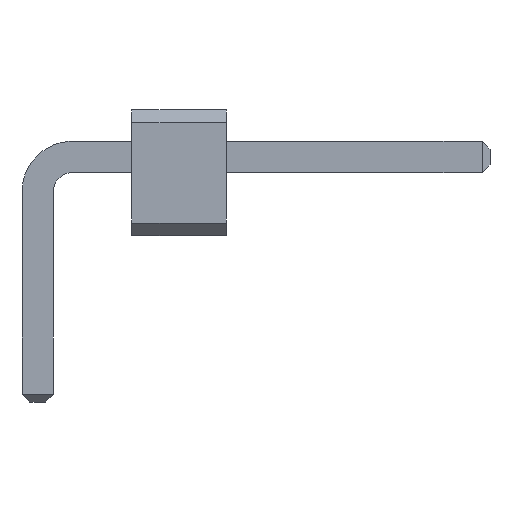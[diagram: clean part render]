
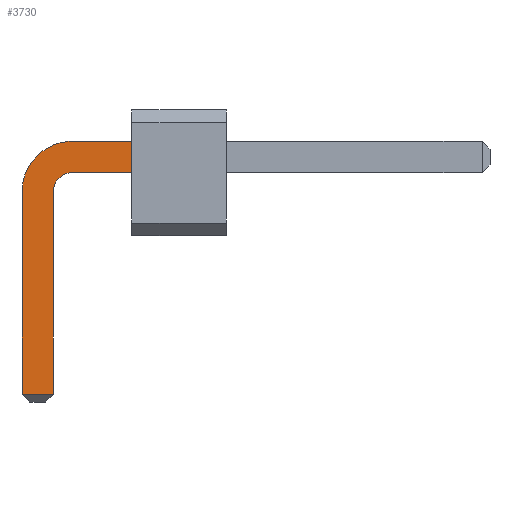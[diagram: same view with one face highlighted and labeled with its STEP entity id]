
A CAD part, front view. The second image highlights one B-rep face of the part: STEP entity #3730.
In plain terms, the highlighted planar face has unit normal (0, -1, 0).
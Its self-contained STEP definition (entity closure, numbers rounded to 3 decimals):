
#1234 = VERTEX_POINT('',#1235);
#1235 = CARTESIAN_POINT('',(1.5,-12.25,1.25));
#1243 = EDGE_CURVE('',#1234,#1244,#1246,.T.);
#1244 = VERTEX_POINT('',#1245);
#1245 = CARTESIAN_POINT('',(1.5,-12.25,0.75));
#1246 = LINE('',#1247,#1248);
#1247 = CARTESIAN_POINT('',(1.5,-12.25,0.499));
#1248 = VECTOR('',#1249,1.);
#1249 = DIRECTION('',(0.,0.,-1.));
#3630 = VERTEX_POINT('',#3631);
#3631 = CARTESIAN_POINT('',(0.5,-12.25,1.25));
#3637 = EDGE_CURVE('',#3630,#1234,#3638,.T.);
#3638 = LINE('',#3639,#3640);
#3639 = CARTESIAN_POINT('',(0.5,-12.25,1.25));
#3640 = VECTOR('',#3641,1.);
#3641 = DIRECTION('',(1.,0.,0.));
#3712 = EDGE_CURVE('',#1244,#3713,#3715,.T.);
#3713 = VERTEX_POINT('',#3714);
#3714 = CARTESIAN_POINT('',(0.5,-12.25,0.75));
#3715 = LINE('',#3716,#3717);
#3716 = CARTESIAN_POINT('',(7.2,-12.25,0.75));
#3717 = VECTOR('',#3718,1.);
#3718 = DIRECTION('',(-1.,0.,0.));
#3730 = ADVANCED_FACE('',(#3731),#3776,.F.);
#3731 = FACE_BOUND('',#3732,.F.);
#3732 = EDGE_LOOP('',(#3733,#3734,#3735,#3744,#3752,#3760,#3768,#3775));
#3733 = ORIENTED_EDGE('',*,*,#1243,.T.);
#3734 = ORIENTED_EDGE('',*,*,#3712,.T.);
#3735 = ORIENTED_EDGE('',*,*,#3736,.T.);
#3736 = EDGE_CURVE('',#3713,#3737,#3739,.T.);
#3737 = VERTEX_POINT('',#3738);
#3738 = CARTESIAN_POINT('',(0.25,-12.25,0.5));
#3739 = CIRCLE('',#3740,0.324);
#3740 = AXIS2_PLACEMENT_3D('',#3741,#3742,#3743);
#3741 = CARTESIAN_POINT('',(0.567,-12.25,0.433));
#3742 = DIRECTION('',(0.,-1.,0.));
#3743 = DIRECTION('',(-0.207,0.,0.978)
);
#3744 = ORIENTED_EDGE('',*,*,#3745,.T.);
#3745 = EDGE_CURVE('',#3737,#3746,#3748,.T.);
#3746 = VERTEX_POINT('',#3747);
#3747 = CARTESIAN_POINT('',(0.25,-12.25,-2.775));
#3748 = LINE('',#3749,#3750);
#3749 = CARTESIAN_POINT('',(0.25,-12.25,0.5));
#3750 = VECTOR('',#3751,1.);
#3751 = DIRECTION('',(0.,0.,-1.));
#3752 = ORIENTED_EDGE('',*,*,#3753,.T.);
#3753 = EDGE_CURVE('',#3746,#3754,#3756,.T.);
#3754 = VERTEX_POINT('',#3755);
#3755 = CARTESIAN_POINT('',(-0.25,-12.25,-2.775));
#3756 = LINE('',#3757,#3758);
#3757 = CARTESIAN_POINT('',(0.25,-12.25,-2.775));
#3758 = VECTOR('',#3759,1.);
#3759 = DIRECTION('',(-1.,0.,0.));
#3760 = ORIENTED_EDGE('',*,*,#3761,.T.);
#3761 = EDGE_CURVE('',#3754,#3762,#3764,.T.);
#3762 = VERTEX_POINT('',#3763);
#3763 = CARTESIAN_POINT('',(-0.25,-12.25,0.5));
#3764 = LINE('',#3765,#3766);
#3765 = CARTESIAN_POINT('',(-0.25,-12.25,-2.9));
#3766 = VECTOR('',#3767,1.);
#3767 = DIRECTION('',(0.,0.,1.));
#3768 = ORIENTED_EDGE('',*,*,#3769,.T.);
#3769 = EDGE_CURVE('',#3762,#3630,#3770,.T.);
#3770 = CIRCLE('',#3771,0.808);
#3771 = AXIS2_PLACEMENT_3D('',#3772,#3773,#3774);
#3772 = CARTESIAN_POINT('',(0.556,-12.25,0.444));
#3773 = DIRECTION('',(0.,1.,0.));
#3774 = DIRECTION('',(-0.998,0.,
0.069));
#3775 = ORIENTED_EDGE('',*,*,#3637,.T.);
#3776 = PLANE('',#3777);
#3777 = AXIS2_PLACEMENT_3D('',#3778,#3779,#3780);
#3778 = CARTESIAN_POINT('',(2.437,-12.25,0.248));
#3779 = DIRECTION('',(0.,1.,-0.));
#3780 = DIRECTION('',(0.,0.,-1.));
